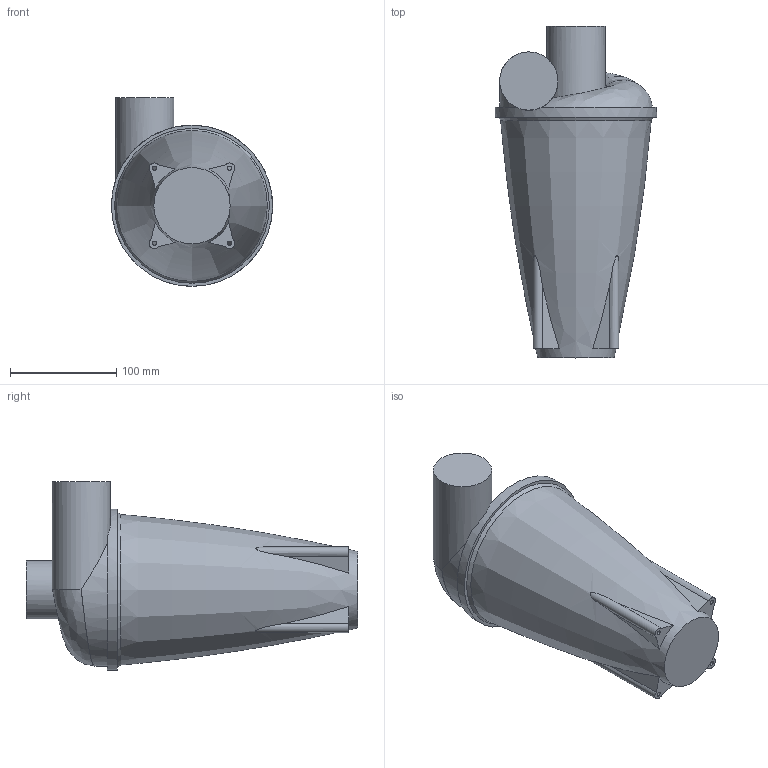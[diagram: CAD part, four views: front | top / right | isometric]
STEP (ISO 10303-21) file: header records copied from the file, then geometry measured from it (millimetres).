
FILE_DESCRIPTION(/* description */ (''),/* implementation_level */ '2;1');
FILE_NAME(/* name */ 'DLX.step',/* time_stamp */ '2021-04-29T10:48:58+02:00',/* author */ (''),/* organization */ (''),/* preprocessor_version */ 'ST-DEVELOPER v18.1',/* originating_system */ 'Autodesk Translation Framework v10.6.0.1341',/* authorisation */ '');
FILE_SCHEMA (('AUTOMOTIVE_DESIGN { 1 0 10303 214 3 1 1 }'));
Length unit declared in the file: millimetre
Products named in the file (2): DC - DLX MKII; DLX_MKII_VersionSimplifiée
Assembly tree (1 placements, depth 2):
  DC - DLX MKII
    DLX_MKII_VersionSimplifiée
Bounding box: 152 x 313 x 178 mm (x, y, z)
Volume: 3250200.3 mm3; surface area: 148240.6 mm2
Topology: 1 solids, 1 shells, 41 faces, 91 edges, 61 vertices
Faces by surface type: plane 20, cylinder 12, bspline 8, cone 1
Full cylindrical faces by diameter (mm): 4 x4, 55 x2, 152 x1
Entity records: 2661 total; most frequent: CARTESIAN_POINT 1756, ORIENTED_EDGE 182, DIRECTION 150, EDGE_CURVE 91, VERTEX_POINT 61, AXIS2_PLACEMENT_3D 59, EDGE_LOOP 50, FACE_OUTER_BOUND 41
